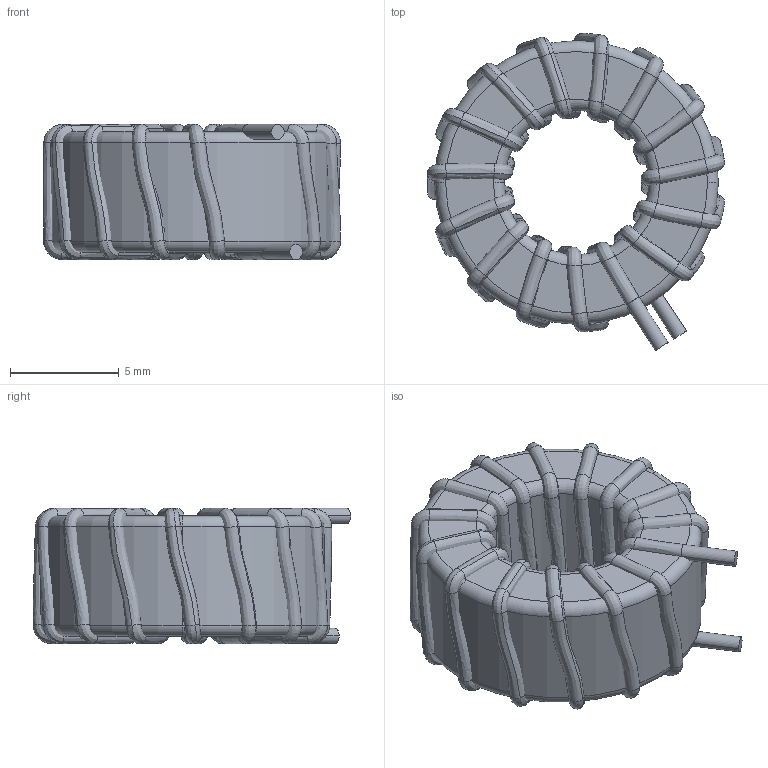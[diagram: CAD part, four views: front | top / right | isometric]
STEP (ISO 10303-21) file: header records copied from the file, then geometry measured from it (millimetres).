
FILE_DESCRIPTION (( 'STEP AP214' ), '1' );
FILE_NAME ('User Library-Amidon T50-6.STEP', '2018-10-25T09:52:24', ( '' ), ( '' ), 'SwSTEP 2.0', 'SolidWorks 2018', '' );
FILE_SCHEMA (( 'AUTOMOTIVE_DESIGN' ));
Length unit declared in the file: millimetre
Products named in the file (1): User Library-Amidon T50-6
Bounding box: 13.67 x 14.61 x 6.23 mm (x, y, z)
Volume: 1006.1 mm3; surface area: 1494.8 mm2
Topology: 4 solids, 5 shells, 276 faces, 551 edges, 282 vertices
Faces by surface type: bspline 238, torus 16, cylinder 12, plane 10
Entity records: 26018 total; most frequent: CARTESIAN_POINT 18914, ORIENTED_EDGE 1100, DIRECTION 670, EDGE_CURVE 550, AXIS2_PLACEMENT_3D 329, CIRCLE 290, VERTEX_POINT 284, EDGE_LOOP 280
